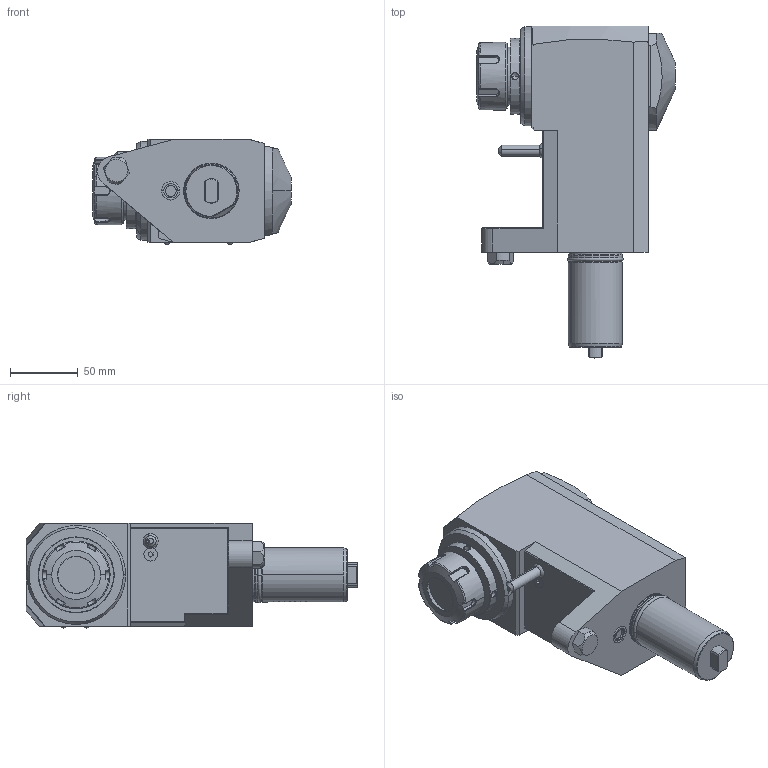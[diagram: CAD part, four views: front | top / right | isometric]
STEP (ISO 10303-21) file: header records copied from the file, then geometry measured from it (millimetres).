
FILE_DESCRIPTION((''),'2;1');
FILE_NAME('NGT1_40_221_32_1_2_130MZ2','2020-02-10T',('vali'),('NOVA GRUP'),'PRO/ENGINEER BY PARAMETRIC TECHNOLOGY CORPORATION, 2010280','PRO/ENGINEER BY PARAMETRIC TECHNOLOGY CORPORATION, 2010280','');
FILE_SCHEMA(('CONFIG_CONTROL_DESIGN'));
Products named in the file (1): NGT1_40_221_32_1_2_130MZ2
Bounding box: 146.6 x 245 x 77.6 mm (x, y, z)
Volume: 1283623.9 mm3; surface area: 91982.9 mm2
Topology: 1 solids, 1 shells, 2436 faces, 6812 edges, 4517 vertices
Faces by surface type: plane 2271, cylinder 74, cone 36, bspline 28, torus 17, sphere 6, extrusion 4
Entity records: 80879 total; most frequent: CARTESIAN_POINT 18527, ORIENTED_EDGE 13616, DIRECTION 11544, EDGE_CURVE 6808, VECTOR 6406, LINE 6402, VERTEX_POINT 4517, EDGE_LOOP 2581
